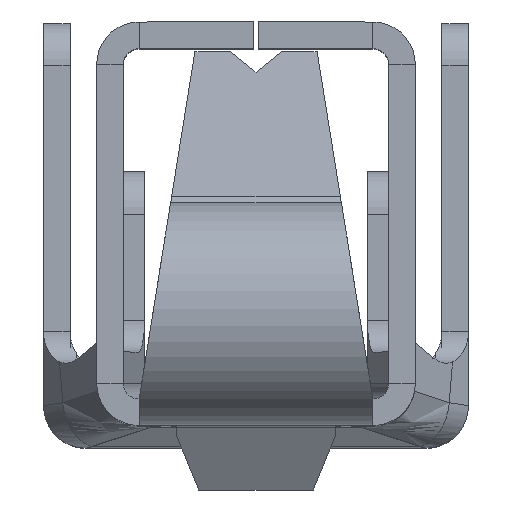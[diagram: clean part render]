
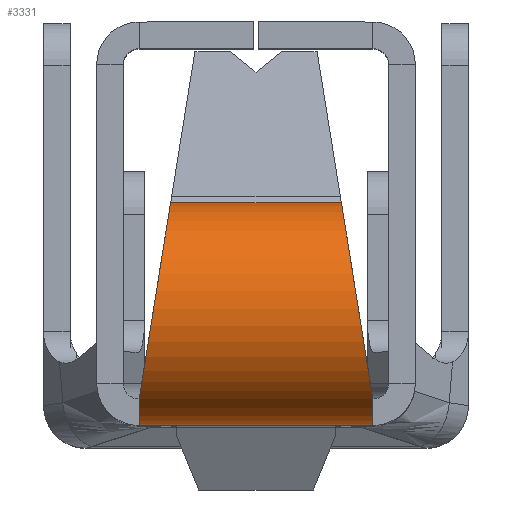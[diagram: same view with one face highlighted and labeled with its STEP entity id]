
A CAD part, top view. The second image highlights one B-rep face of the part: STEP entity #3331.
In plain terms, the highlighted cylindrical face has radius 1.05 mm (diameter 2.1 mm), a partial arc.
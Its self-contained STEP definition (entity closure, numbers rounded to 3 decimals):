
#9 = ORIENTED_EDGE ( 'NONE', *, *, #4004, .T. ) ;
#174 = EDGE_CURVE ( 'NONE', #1640, #2048, #832, .T. ) ;
#254 = VERTEX_POINT ( 'NONE', #1711 ) ;
#359 = CARTESIAN_POINT ( 'NONE',  ( 0.971, 1.056, 5.878 ) ) ;
#499 = CIRCLE ( 'NONE', #4459, 1.05 ) ;
#815 = CARTESIAN_POINT ( 'NONE',  ( 1.1, 0.25, 4.93 ) ) ;
#821 = DIRECTION ( 'NONE',  ( 0., 0.996, -0.087 ) ) ;
#824 = CARTESIAN_POINT ( 'NONE',  ( 1.1, 0.25, 4.93 ) ) ;
#832 =( BOUNDED_CURVE ( )  B_SPLINE_CURVE ( 3, ( #1619, #3590, #359, #824 ),
 .UNSPECIFIED., .F., .T. ) 
 B_SPLINE_CURVE_WITH_KNOTS ( ( 4, 4 ),
 ( 3.054, 5.579 ),
 .UNSPECIFIED. ) 
 CURVE ( )  GEOMETRIC_REPRESENTATION_ITEM ( )  RATIONAL_B_SPLINE_CURVE ( ( 1., 0.536, 0.536, 1. ) ) 
 REPRESENTATION_ITEM ( '' )  );
#1026 = LINE ( 'NONE', #4544, #3972 ) ;
#1049 = EDGE_CURVE ( 'NONE', #1972, #3896, #2691, .T. ) ;
#1058 = FACE_OUTER_BOUND ( 'NONE', #4345, .T. ) ;
#1070 = DIRECTION ( 'NONE',  ( 0., 0., -1. ) ) ;
#1174 = CARTESIAN_POINT ( 'NONE',  ( 1.1, 1.05, 4.25 ) ) ;
#1208 = CARTESIAN_POINT ( 'NONE',  ( -1.1, 0., 4.25 ) ) ;
#1344 = EDGE_CURVE ( 'NONE', #1972, #1640, #1026, .T. ) ;
#1617 = EDGE_CURVE ( 'NONE', #2048, #254, #499, .T. ) ;
#1618 = CIRCLE ( 'NONE', #4856, 1.05 ) ;
#1619 = CARTESIAN_POINT ( 'NONE',  ( 0.804, 2.096, 4.158 ) ) ;
#1640 = VERTEX_POINT ( 'NONE', #3467 ) ;
#1695 = CYLINDRICAL_SURFACE ( 'NONE', #2725, 1.05 ) ;
#1711 = CARTESIAN_POINT ( 'NONE',  ( 1.1, 0., 4.25 ) ) ;
#1717 = CARTESIAN_POINT ( 'NONE',  ( -1.1, 1.05, 4.25 ) ) ;
#1761 = ORIENTED_EDGE ( 'NONE', *, *, #1617, .F. ) ;
#1936 = CARTESIAN_POINT ( 'NONE',  ( -0.787, 2.204, 5.398 ) ) ;
#1972 = VERTEX_POINT ( 'NONE', #2744 ) ;
#1998 = DIRECTION ( 'NONE',  ( 1., 0., 0. ) ) ;
#2048 = VERTEX_POINT ( 'NONE', #815 ) ;
#2262 = ORIENTED_EDGE ( 'NONE', *, *, #4738, .T. ) ;
#2516 = DIRECTION ( 'NONE',  ( 1., 0., 0. ) ) ;
#2602 = ORIENTED_EDGE ( 'NONE', *, *, #174, .F. ) ;
#2638 = CARTESIAN_POINT ( 'NONE',  ( 1.1, 1.05, 4.25 ) ) ;
#2691 =( BOUNDED_CURVE ( )  B_SPLINE_CURVE ( 3, ( #4725, #1936, #5166, #3987 ),
 .UNSPECIFIED., .F., .F. ) 
 B_SPLINE_CURVE_WITH_KNOTS ( ( 4, 4 ),
 ( 3.054, 5.579 ),
 .UNSPECIFIED. ) 
 CURVE ( )  GEOMETRIC_REPRESENTATION_ITEM ( )  RATIONAL_B_SPLINE_CURVE ( ( 1., 0.536, 0.536, 1. ) ) 
 REPRESENTATION_ITEM ( '' )  );
#2725 = AXIS2_PLACEMENT_3D ( 'NONE', #1174, #3188, #821 ) ;
#2744 = CARTESIAN_POINT ( 'NONE',  ( -0.804, 2.096, 4.158 ) ) ;
#2942 = CARTESIAN_POINT ( 'NONE',  ( -1.1, 0., 4.25 ) ) ;
#3048 = DIRECTION ( 'NONE',  ( 1., 0., 0. ) ) ;
#3188 = DIRECTION ( 'NONE',  ( 1., 0., 0. ) ) ;
#3331 = ADVANCED_FACE ( 'NONE', ( #1058 ), #1695, .T. ) ;
#3462 = VERTEX_POINT ( 'NONE', #2942 ) ;
#3467 = CARTESIAN_POINT ( 'NONE',  ( 0.804, 2.096, 4.158 ) ) ;
#3590 = CARTESIAN_POINT ( 'NONE',  ( 0.787, 2.204, 5.398 ) ) ;
#3616 = CARTESIAN_POINT ( 'NONE',  ( -1.1, 0.25, 4.93 ) ) ;
#3716 = DIRECTION ( 'NONE',  ( 1., 0., 0. ) ) ;
#3896 = VERTEX_POINT ( 'NONE', #3616 ) ;
#3972 = VECTOR ( 'NONE', #2516, 1000. ) ;
#3987 = CARTESIAN_POINT ( 'NONE',  ( -1.1, 0.25, 4.93 ) ) ;
#4004 = EDGE_CURVE ( 'NONE', #3896, #3462, #1618, .T. ) ;
#4345 = EDGE_LOOP ( 'NONE', ( #4938, #4419, #9, #2262, #1761, #2602 ) ) ;
#4419 = ORIENTED_EDGE ( 'NONE', *, *, #1049, .T. ) ;
#4459 = AXIS2_PLACEMENT_3D ( 'NONE', #2638, #3048, #1070 ) ;
#4544 = CARTESIAN_POINT ( 'NONE',  ( 1.1, 2.096, 4.158 ) ) ;
#4549 = VECTOR ( 'NONE', #1998, 1000. ) ;
#4725 = CARTESIAN_POINT ( 'NONE',  ( -0.804, 2.096, 4.158 ) ) ;
#4738 = EDGE_CURVE ( 'NONE', #3462, #254, #5057, .T. ) ;
#4856 = AXIS2_PLACEMENT_3D ( 'NONE', #1717, #3716, #4958 ) ;
#4938 = ORIENTED_EDGE ( 'NONE', *, *, #1344, .F. ) ;
#4958 = DIRECTION ( 'NONE',  ( 0., 0., -1. ) ) ;
#5057 = LINE ( 'NONE', #1208, #4549 ) ;
#5166 = CARTESIAN_POINT ( 'NONE',  ( -0.971, 1.056, 5.878 ) ) ;
